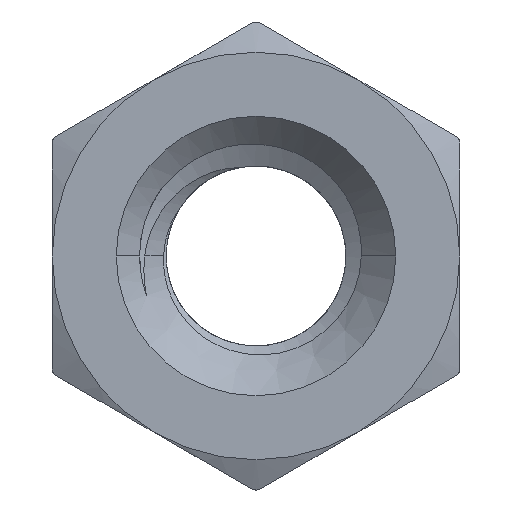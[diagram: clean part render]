
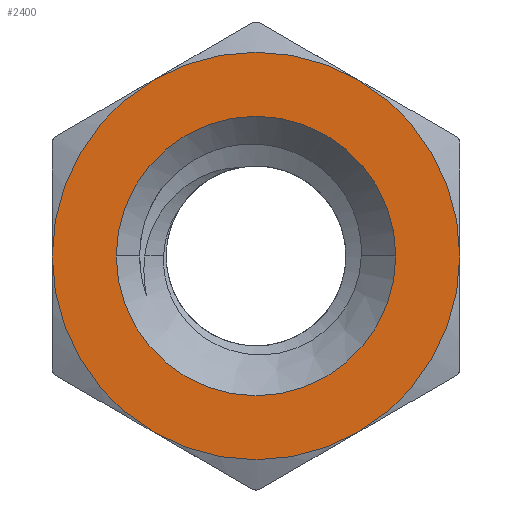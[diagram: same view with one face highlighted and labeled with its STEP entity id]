
A CAD part, front view. The second image highlights one B-rep face of the part: STEP entity #2400.
In plain terms, the highlighted planar face has unit normal (0, -1, 0).
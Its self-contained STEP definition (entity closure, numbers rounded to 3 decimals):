
#39 = AXIS2_PLACEMENT_3D ( 'NONE', #576, #1436, #1655 ) ;
#46 = DIRECTION ( 'NONE',  ( 0., -1., 0. ) ) ;
#131 = CARTESIAN_POINT ( 'NONE',  ( 2.4, -2.5, 0. ) ) ;
#160 = AXIS2_PLACEMENT_3D ( 'NONE', #948, #46, #2466 ) ;
#164 = AXIS2_PLACEMENT_3D ( 'NONE', #1716, #2811, #1686 ) ;
#189 = VERTEX_POINT ( 'NONE', #573 ) ;
#222 = CARTESIAN_POINT ( 'NONE',  ( 0., -2.5, 0. ) ) ;
#242 = DIRECTION ( 'NONE',  ( -1., 0., 0. ) ) ;
#304 = FACE_BOUND ( 'NONE', #2095, .T. ) ;
#308 = CIRCLE ( 'NONE', #39, 3.5 ) ;
#421 = CIRCLE ( 'NONE', #1306, 2.4 ) ;
#445 = ORIENTED_EDGE ( 'NONE', *, *, #969, .T. ) ;
#458 = DIRECTION ( 'NONE',  ( 1., 0., 0. ) ) ;
#469 = DIRECTION ( 'NONE',  ( 1., 0., 0. ) ) ;
#475 = CARTESIAN_POINT ( 'NONE',  ( 0., -2.5, 0. ) ) ;
#518 = CIRCLE ( 'NONE', #164, 3.5 ) ;
#563 = ORIENTED_EDGE ( 'NONE', *, *, #1338, .T. ) ;
#573 = CARTESIAN_POINT ( 'NONE',  ( 1.75, -2.5, 3.031 ) ) ;
#576 = CARTESIAN_POINT ( 'NONE',  ( 0., -2.5, 0. ) ) ;
#656 = ORIENTED_EDGE ( 'NONE', *, *, #1451, .T. ) ;
#670 = AXIS2_PLACEMENT_3D ( 'NONE', #475, #2183, #458 ) ;
#712 = ORIENTED_EDGE ( 'NONE', *, *, #2481, .T. ) ;
#900 = CARTESIAN_POINT ( 'NONE',  ( -2.4, -2.5, 0. ) ) ;
#948 = CARTESIAN_POINT ( 'NONE',  ( 0., -2.5, 0. ) ) ;
#969 = EDGE_CURVE ( 'NONE', #1892, #2205, #1637, .T. ) ;
#972 = AXIS2_PLACEMENT_3D ( 'NONE', #222, #1723, #1747 ) ;
#1003 = ORIENTED_EDGE ( 'NONE', *, *, #1211, .T. ) ;
#1058 = ORIENTED_EDGE ( 'NONE', *, *, #2438, .T. ) ;
#1131 = CARTESIAN_POINT ( 'NONE',  ( -1.75, -2.5, 3.031 ) ) ;
#1134 = DIRECTION ( 'NONE',  ( -1., 0., 0. ) ) ;
#1156 = DIRECTION ( 'NONE',  ( 0., 1., 0. ) ) ;
#1211 = EDGE_CURVE ( 'NONE', #189, #1892, #2734, .T. ) ;
#1306 = AXIS2_PLACEMENT_3D ( 'NONE', #2170, #2175, #242 ) ;
#1328 = AXIS2_PLACEMENT_3D ( 'NONE', #2461, #1156, #1134 ) ;
#1338 = EDGE_CURVE ( 'NONE', #2205, #1529, #308, .T. ) ;
#1355 = CIRCLE ( 'NONE', #1328, 2.4 ) ;
#1363 = CARTESIAN_POINT ( 'NONE',  ( 3.5, -2.5, 0. ) ) ;
#1425 = CARTESIAN_POINT ( 'NONE',  ( 0., -2.5, 0. ) ) ;
#1436 = DIRECTION ( 'NONE',  ( 0., -1., 0. ) ) ;
#1451 = EDGE_CURVE ( 'NONE', #1800, #1726, #421, .T. ) ;
#1512 = CARTESIAN_POINT ( 'NONE',  ( 0., -2.5, 0. ) ) ;
#1529 = VERTEX_POINT ( 'NONE', #1954 ) ;
#1604 = VERTEX_POINT ( 'NONE', #2675 ) ;
#1620 = VERTEX_POINT ( 'NONE', #1363 ) ;
#1637 = CIRCLE ( 'NONE', #2639, 3.5 ) ;
#1655 = DIRECTION ( 'NONE',  ( 1., 0., 0. ) ) ;
#1686 = DIRECTION ( 'NONE',  ( 1., 0., 0. ) ) ;
#1716 = CARTESIAN_POINT ( 'NONE',  ( 0., -2.5, 0. ) ) ;
#1723 = DIRECTION ( 'NONE',  ( 0., -1., 0. ) ) ;
#1726 = VERTEX_POINT ( 'NONE', #900 ) ;
#1732 = DIRECTION ( 'NONE',  ( 0., -1., 0. ) ) ;
#1747 = DIRECTION ( 'NONE',  ( 1., 0., 0. ) ) ;
#1765 = CARTESIAN_POINT ( 'NONE',  ( -3.5, -2.5, 0. ) ) ;
#1800 = VERTEX_POINT ( 'NONE', #131 ) ;
#1892 = VERTEX_POINT ( 'NONE', #1131 ) ;
#1907 = DIRECTION ( 'NONE',  ( 0., 0., 1. ) ) ;
#1954 = CARTESIAN_POINT ( 'NONE',  ( -1.75, -2.5, -3.031 ) ) ;
#2009 = CIRCLE ( 'NONE', #670, 3.5 ) ;
#2095 = EDGE_LOOP ( 'NONE', ( #656, #2818 ) ) ;
#2099 = EDGE_CURVE ( 'NONE', #1529, #1604, #2619, .T. ) ;
#2170 = CARTESIAN_POINT ( 'NONE',  ( 0., -2.5, 0. ) ) ;
#2175 = DIRECTION ( 'NONE',  ( 0., 1., 0. ) ) ;
#2183 = DIRECTION ( 'NONE',  ( 0., -1., 0. ) ) ;
#2205 = VERTEX_POINT ( 'NONE', #1765 ) ;
#2309 = DIRECTION ( 'NONE',  ( 0., 1., 0. ) ) ;
#2333 = AXIS2_PLACEMENT_3D ( 'NONE', #1425, #2309, #1907 ) ;
#2400 = ADVANCED_FACE ( 'NONE', ( #304, #2614 ), #2545, .F. ) ;
#2416 = EDGE_LOOP ( 'NONE', ( #1003, #445, #563, #2537, #712, #1058 ) ) ;
#2438 = EDGE_CURVE ( 'NONE', #1620, #189, #518, .T. ) ;
#2461 = CARTESIAN_POINT ( 'NONE',  ( 0., -2.5, 0. ) ) ;
#2466 = DIRECTION ( 'NONE',  ( 1., 0., 0. ) ) ;
#2481 = EDGE_CURVE ( 'NONE', #1604, #1620, #2009, .T. ) ;
#2537 = ORIENTED_EDGE ( 'NONE', *, *, #2099, .T. ) ;
#2545 = PLANE ( 'NONE',  #2333 ) ;
#2614 = FACE_OUTER_BOUND ( 'NONE', #2416, .T. ) ;
#2618 = EDGE_CURVE ( 'NONE', #1726, #1800, #1355, .T. ) ;
#2619 = CIRCLE ( 'NONE', #972, 3.5 ) ;
#2639 = AXIS2_PLACEMENT_3D ( 'NONE', #1512, #1732, #469 ) ;
#2675 = CARTESIAN_POINT ( 'NONE',  ( 1.75, -2.5, -3.031 ) ) ;
#2734 = CIRCLE ( 'NONE', #160, 3.5 ) ;
#2811 = DIRECTION ( 'NONE',  ( 0., -1., 0. ) ) ;
#2818 = ORIENTED_EDGE ( 'NONE', *, *, #2618, .T. ) ;
